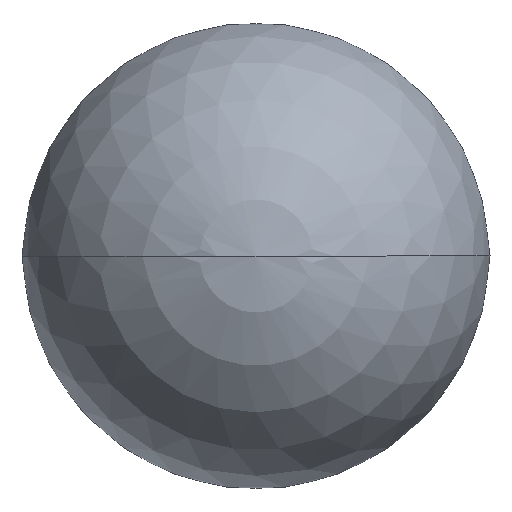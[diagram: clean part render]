
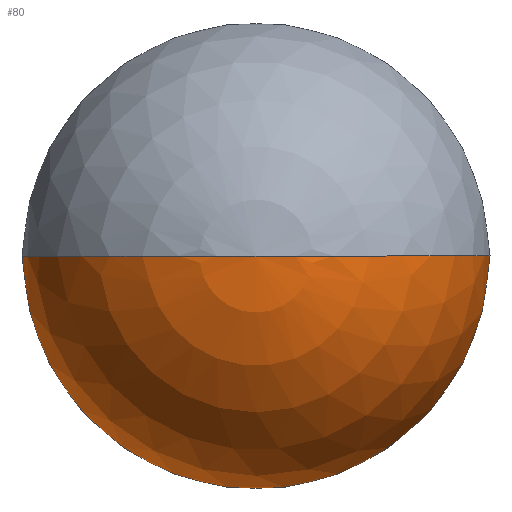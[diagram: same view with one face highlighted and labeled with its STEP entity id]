
A CAD part, front view. The second image highlights one B-rep face of the part: STEP entity #80.
In plain terms, the highlighted spherical face has radius 8 mm.
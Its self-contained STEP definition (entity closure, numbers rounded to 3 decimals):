
#80=ADVANCED_FACE('',(#184),#185,.T.);
#184=FACE_OUTER_BOUND('',#311,.T.);
#185=SPHERICAL_SURFACE('',#312,8.0);
#311=EDGE_LOOP('',(#471,#472,#473));
#312=AXIS2_PLACEMENT_3D('',#474,#475,#476);
#471=ORIENTED_EDGE('',*,*,#756,.F.);
#472=ORIENTED_EDGE('',*,*,#751,.T.);
#473=ORIENTED_EDGE('',*,*,#757,.F.);
#474=CARTESIAN_POINT('',(0.0,16.0,0.0));
#475=DIRECTION('',(0.0,1.0,0.0));
#476=DIRECTION('',(1.0,0.0,0.0));
#751=EDGE_CURVE('',#890,#888,#891,.T.);
#756=EDGE_CURVE('',#890,#897,#898,.T.);
#757=EDGE_CURVE('',#897,#888,#899,.T.);
#888=VERTEX_POINT('',#1102);
#890=VERTEX_POINT('',#1105);
#891=CIRCLE('',#1106,6.5);
#897=VERTEX_POINT('',#1113);
#898=CIRCLE('',#1114,8.0);
#899=CIRCLE('',#1115,8.0);
#1102=CARTESIAN_POINT('',(6.5,20.664,0.));
#1105=CARTESIAN_POINT('',(-6.5,20.664,0.));
#1106=AXIS2_PLACEMENT_3D('',#1483,#1484,#1485);
#1113=CARTESIAN_POINT('',(0.0,8.0,0.0));
#1114=AXIS2_PLACEMENT_3D('',#1493,#1494,#1495);
#1115=AXIS2_PLACEMENT_3D('',#1496,#1497,#1498);
#1483=CARTESIAN_POINT('',(0.0,20.664,0.0));
#1484=DIRECTION('',(0.0,-1.0,0.0));
#1485=DIRECTION('',(1.0,0.0,0.0));
#1493=CARTESIAN_POINT('',(0.0,16.0,0.0));
#1494=DIRECTION('',(0.,0.0,1.0));
#1495=DIRECTION('',(0.0,1.0,0.0));
#1496=CARTESIAN_POINT('',(0.0,16.0,0.0));
#1497=DIRECTION('',(0.,0.0,1.0));
#1498=DIRECTION('',(0.0,1.0,0.0));
